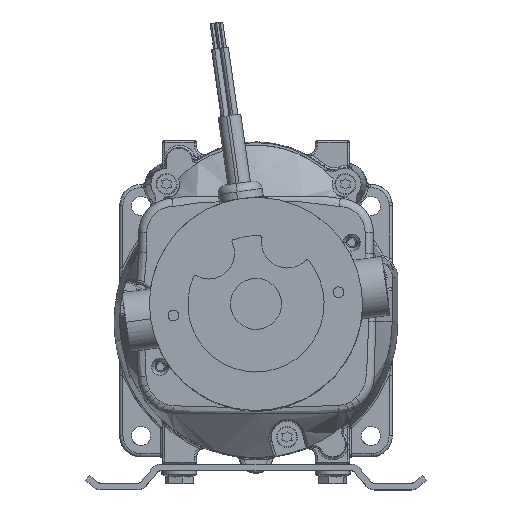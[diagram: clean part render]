
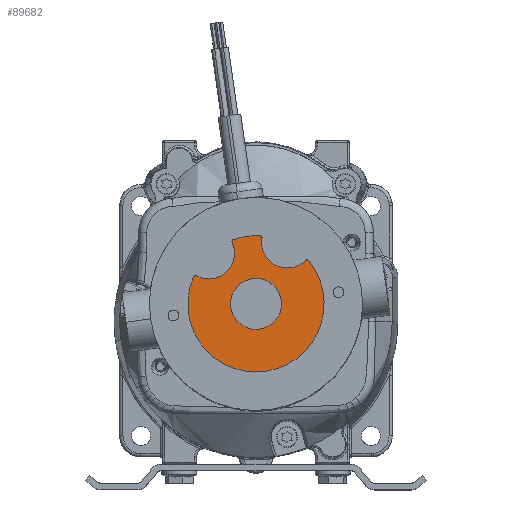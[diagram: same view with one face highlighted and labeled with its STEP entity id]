
A CAD part, top view. The second image highlights one B-rep face of the part: STEP entity #89682.
In plain terms, the highlighted planar face has unit normal (0, 0, 1).
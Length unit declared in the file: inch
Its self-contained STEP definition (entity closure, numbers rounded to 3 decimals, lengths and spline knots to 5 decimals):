
#178 = CARTESIAN_POINT ( 'NONE',  ( 0.05842, 0.96824, 0.54 ) ) ;
#551 = ORIENTED_EDGE ( 'NONE', *, *, #107098, .F. ) ;
#680 = ORIENTED_EDGE ( 'NONE', *, *, #76783, .T. ) ;
#972 = CARTESIAN_POINT ( 'NONE',  ( 0., 0., 0.54 ) ) ;
#4819 = CARTESIAN_POINT ( 'NONE',  ( -0.69211, 0.74244, 0.54 ) ) ;
#5906 = AXIS2_PLACEMENT_3D ( 'NONE', #4819, #93672, #66755 ) ;
#6764 = FACE_OUTER_BOUND ( 'NONE', #105121, .T. ) ;
#7017 = ORIENTED_EDGE ( 'NONE', *, *, #81100, .T. ) ;
#9767 = VERTEX_POINT ( 'NONE', #15438 ) ;
#10016 = CARTESIAN_POINT ( 'NONE',  ( 0., 0., 0.54 ) ) ;
#10372 = AXIS2_PLACEMENT_3D ( 'NONE', #107246, #73306, #100169 ) ;
#12009 = EDGE_CURVE ( 'NONE', #37647, #89600, #96196, .T. ) ;
#12203 = CARTESIAN_POINT ( 'NONE',  ( -0.34993, 0.90205, 0.54 ) ) ;
#12589 = ORIENTED_EDGE ( 'NONE', *, *, #12009, .T. ) ;
#12708 = CARTESIAN_POINT ( 'NONE',  ( -0.88987, 0.38605, 0.54 ) ) ;
#14314 = ORIENTED_EDGE ( 'NONE', *, *, #106071, .T. ) ;
#14661 = CARTESIAN_POINT ( 'NONE',  ( -0.05213, 0.37136, 0.54 ) ) ;
#14932 = DIRECTION ( 'NONE',  ( 0., 0., -1. ) ) ;
#15438 = CARTESIAN_POINT ( 'NONE',  ( 0.08805, 0.96353, 0.54 ) ) ;
#16226 = AXIS2_PLACEMENT_3D ( 'NONE', #99630, #55201, #66868 ) ;
#18049 = CIRCLE ( 'NONE', #83339, 1. ) ;
#20647 = EDGE_CURVE ( 'NONE', #71279, #73767, #96920, .T. ) ;
#20892 = DIRECTION ( 'NONE',  ( -0.139, 0.99, 0. ) ) ;
#23937 = ORIENTED_EDGE ( 'NONE', *, *, #20647, .T. ) ;
#26237 = ORIENTED_EDGE ( 'NONE', *, *, #46359, .T. ) ;
#27041 = EDGE_CURVE ( 'NONE', #30227, #81656, #105304, .T. ) ;
#27612 = DIRECTION ( 'NONE',  ( 0., 0., 1. ) ) ;
#29177 = ORIENTED_EDGE ( 'NONE', *, *, #71588, .T. ) ;
#30227 = VERTEX_POINT ( 'NONE', #80689 ) ;
#30376 = ORIENTED_EDGE ( 'NONE', *, *, #27041, .F. ) ;
#32553 = AXIS2_PLACEMENT_3D ( 'NONE', #66339, #14932, #48808 ) ;
#33022 = PLANE ( 'NONE',  #103208 ) ;
#33974 = EDGE_CURVE ( 'NONE', #107005, #37647, #80550, .T. ) ;
#34298 = AXIS2_PLACEMENT_3D ( 'NONE', #106652, #35327, #53431 ) ;
#35327 = DIRECTION ( 'NONE',  ( 0., 0., -1. ) ) ;
#35444 = CARTESIAN_POINT ( 'NONE',  ( -0.69211, 0.74244, 0.54 ) ) ;
#35446 = AXIS2_PLACEMENT_3D ( 'NONE', #972, #36587, #114345 ) ;
#36528 = AXIS2_PLACEMENT_3D ( 'NONE', #12708, #55915, #20892 ) ;
#36587 = DIRECTION ( 'NONE',  ( 0., 0., -1. ) ) ;
#36967 = VERTEX_POINT ( 'NONE', #47891 ) ;
#37647 = VERTEX_POINT ( 'NONE', #84347 ) ;
#38334 = CIRCLE ( 'NONE', #36528, 0.03 ) ;
#39075 = DIRECTION ( 'NONE',  ( 0.139, -0.99, 0. ) ) ;
#39885 = ORIENTED_EDGE ( 'NONE', *, *, #48462, .F. ) ;
#40167 = ORIENTED_EDGE ( 'NONE', *, *, #94567, .T. ) ;
#43478 = ORIENTED_EDGE ( 'NONE', *, *, #100185, .T. ) ;
#45610 = DIRECTION ( 'NONE',  ( 0., 0., -1. ) ) ;
#45774 = CARTESIAN_POINT ( 'NONE',  ( 0.74919, 0.61613, 0.54 ) ) ;
#46335 = DIRECTION ( 'NONE',  ( 0., 0., 1. ) ) ;
#46359 = EDGE_CURVE ( 'NONE', #89600, #66691, #94385, .T. ) ;
#46988 = EDGE_CURVE ( 'NONE', #66691, #68203, #38334, .T. ) ;
#47263 = CARTESIAN_POINT ( 'NONE',  ( 0., 0., 0.54 ) ) ;
#47891 = CARTESIAN_POINT ( 'NONE',  ( 0.05213, -0.37136, 0.54 ) ) ;
#48462 = EDGE_CURVE ( 'NONE', #82328, #86982, #18049, .T. ) ;
#48808 = DIRECTION ( 'NONE',  ( 0.139, -0.99, 0. ) ) ;
#48839 = CARTESIAN_POINT ( 'NONE',  ( -0.87531, 0.41228, 0.54 ) ) ;
#52934 = ORIENTED_EDGE ( 'NONE', *, *, #46988, .T. ) ;
#53431 = DIRECTION ( 'NONE',  ( 0.139, -0.99, 0. ) ) ;
#54351 = CIRCLE ( 'NONE', #112248, 0.375 ) ;
#55201 = DIRECTION ( 'NONE',  ( 0., 0., -1. ) ) ;
#55915 = DIRECTION ( 'NONE',  ( 0., 0., 1. ) ) ;
#57255 = AXIS2_PLACEMENT_3D ( 'NONE', #45774, #46335, #82596 ) ;
#58195 = DIRECTION ( 'NONE',  ( 0.139, -0.99, 0. ) ) ;
#58712 = DIRECTION ( 'NONE',  ( 0., 0., 1. ) ) ;
#62553 = CARTESIAN_POINT ( 'NONE',  ( 0.46095, 0.9043, 0.54 ) ) ;
#64126 = CARTESIAN_POINT ( 'NONE',  ( 0.77236, 0.63519, 0.54 ) ) ;
#66339 = CARTESIAN_POINT ( 'NONE',  ( 0., 0., 0.54 ) ) ;
#66691 = VERTEX_POINT ( 'NONE', #79603 ) ;
#66755 = DIRECTION ( 'NONE',  ( 0.139, -0.99, 0. ) ) ;
#66868 = DIRECTION ( 'NONE',  ( 0.139, -0.99, 0. ) ) ;
#66945 = FACE_BOUND ( 'NONE', #77274, .T. ) ;
#67485 = CARTESIAN_POINT ( 'NONE',  ( -0.32274, 0.91474, 0.54 ) ) ;
#68203 = VERTEX_POINT ( 'NONE', #78007 ) ;
#68913 = CARTESIAN_POINT ( 'NONE',  ( 0.06022, 0.99818, 0.54 ) ) ;
#71279 = VERTEX_POINT ( 'NONE', #78786 ) ;
#71588 = EDGE_CURVE ( 'NONE', #9767, #81656, #84716, .T. ) ;
#71927 = CARTESIAN_POINT ( 'NONE',  ( 0.51344, 0.53038, 0.54 ) ) ;
#73306 = DIRECTION ( 'NONE',  ( 0., 0., 1. ) ) ;
#73767 = VERTEX_POINT ( 'NONE', #71927 ) ;
#74442 = AXIS2_PLACEMENT_3D ( 'NONE', #62553, #90592, #89454 ) ;
#74659 = CIRCLE ( 'NONE', #35446, 1. ) ;
#75326 = DIRECTION ( 'NONE',  ( 0., 0., -1. ) ) ;
#76783 = EDGE_CURVE ( 'NONE', #86516, #36967, #79100, .T. ) ;
#76892 = CARTESIAN_POINT ( 'NONE',  ( -1.23436, -1.63749, 0.54 ) ) ;
#77274 = EDGE_LOOP ( 'NONE', ( #14314, #680 ) ) ;
#77491 = AXIS2_PLACEMENT_3D ( 'NONE', #67485, #58712, #94388 ) ;
#78007 = CARTESIAN_POINT ( 'NONE',  ( -0.91739, 0.39799, 0.54 ) ) ;
#78786 = CARTESIAN_POINT ( 'NONE',  ( 0.72797, 0.63734, 0.54 ) ) ;
#79100 = CIRCLE ( 'NONE', #34298, 0.375 ) ;
#79558 = DIRECTION ( 'NONE',  ( 0.139, -0.99, 0. ) ) ;
#79603 = CARTESIAN_POINT ( 'NONE',  ( -0.89404, 0.41576, 0.54 ) ) ;
#80465 = DIRECTION ( 'NONE',  ( 0., 0., -1. ) ) ;
#80550 = CIRCLE ( 'NONE', #5906, 0.37758 ) ;
#80689 = CARTESIAN_POINT ( 'NONE',  ( -0.33272, 0.94303, 0.54 ) ) ;
#81100 = EDGE_CURVE ( 'NONE', #73767, #9767, #113269, .T. ) ;
#81656 = VERTEX_POINT ( 'NONE', #68913 ) ;
#82328 = VERTEX_POINT ( 'NONE', #64126 ) ;
#82596 = DIRECTION ( 'NONE',  ( 0.139, -0.99, 0. ) ) ;
#83339 = AXIS2_PLACEMENT_3D ( 'NONE', #47263, #75326, #39075 ) ;
#84347 = CARTESIAN_POINT ( 'NONE',  ( -0.63962, 0.36853, 0.54 ) ) ;
#84716 = CIRCLE ( 'NONE', #114544, 0.03 ) ;
#84916 = AXIS2_PLACEMENT_3D ( 'NONE', #35444, #80465, #107320 ) ;
#86516 = VERTEX_POINT ( 'NONE', #14661 ) ;
#86982 = VERTEX_POINT ( 'NONE', #94579 ) ;
#89454 = DIRECTION ( 'NONE',  ( 0.139, -0.99, 0. ) ) ;
#89600 = VERTEX_POINT ( 'NONE', #48839 ) ;
#89682 = ADVANCED_FACE ( 'NONE', ( #66945, #6764 ), #33022, .T. ) ;
#90592 = DIRECTION ( 'NONE',  ( 0., 0., -1. ) ) ;
#90708 = DIRECTION ( 'NONE',  ( -0.139, 0.99, 0. ) ) ;
#92947 = ORIENTED_EDGE ( 'NONE', *, *, #33974, .T. ) ;
#93672 = DIRECTION ( 'NONE',  ( 0., 0., -1. ) ) ;
#94385 = CIRCLE ( 'NONE', #10372, 0.03 ) ;
#94388 = DIRECTION ( 'NONE',  ( 0.139, -0.99, 0. ) ) ;
#94567 = EDGE_CURVE ( 'NONE', #30227, #107005, #96128, .T. ) ;
#94579 = CARTESIAN_POINT ( 'NONE',  ( 0.13901, -0.99029, 0.54 ) ) ;
#96128 = CIRCLE ( 'NONE', #77491, 0.03 ) ;
#96196 = CIRCLE ( 'NONE', #84916, 0.37758 ) ;
#96920 = CIRCLE ( 'NONE', #74442, 0.37758 ) ;
#99630 = CARTESIAN_POINT ( 'NONE',  ( 0.46095, 0.9043, 0.54 ) ) ;
#100169 = DIRECTION ( 'NONE',  ( -0.139, 0.99, 0. ) ) ;
#100185 = EDGE_CURVE ( 'NONE', #82328, #71279, #107656, .T. ) ;
#103208 = AXIS2_PLACEMENT_3D ( 'NONE', #76892, #104330, #58195 ) ;
#104330 = DIRECTION ( 'NONE',  ( 0., 0., 1. ) ) ;
#105121 = EDGE_LOOP ( 'NONE', ( #12589, #26237, #52934, #551, #39885, #43478, #23937, #7017, #29177, #30376, #40167, #92947 ) ) ;
#105304 = CIRCLE ( 'NONE', #32553, 1. ) ;
#106071 = EDGE_CURVE ( 'NONE', #36967, #86516, #54351, .T. ) ;
#106652 = CARTESIAN_POINT ( 'NONE',  ( 0., 0., 0.54 ) ) ;
#107005 = VERTEX_POINT ( 'NONE', #12203 ) ;
#107098 = EDGE_CURVE ( 'NONE', #86982, #68203, #74659, .T. ) ;
#107246 = CARTESIAN_POINT ( 'NONE',  ( -0.88987, 0.38605, 0.54 ) ) ;
#107320 = DIRECTION ( 'NONE',  ( 0.139, -0.99, 0. ) ) ;
#107656 = CIRCLE ( 'NONE', #57255, 0.03 ) ;
#112248 = AXIS2_PLACEMENT_3D ( 'NONE', #10016, #45610, #79558 ) ;
#113269 = CIRCLE ( 'NONE', #16226, 0.37758 ) ;
#114345 = DIRECTION ( 'NONE',  ( 0.139, -0.99, 0. ) ) ;
#114544 = AXIS2_PLACEMENT_3D ( 'NONE', #178, #27612, #90708 ) ;
